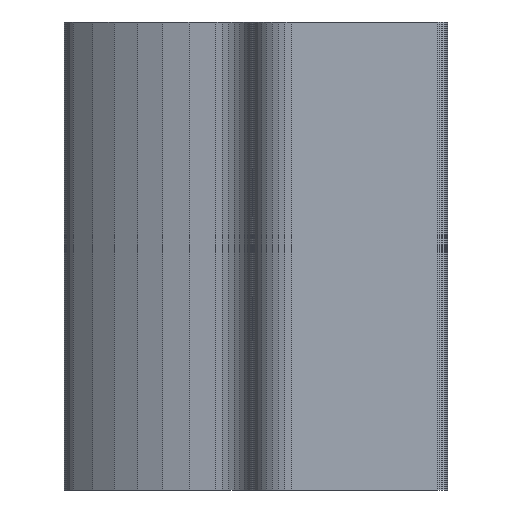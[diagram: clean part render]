
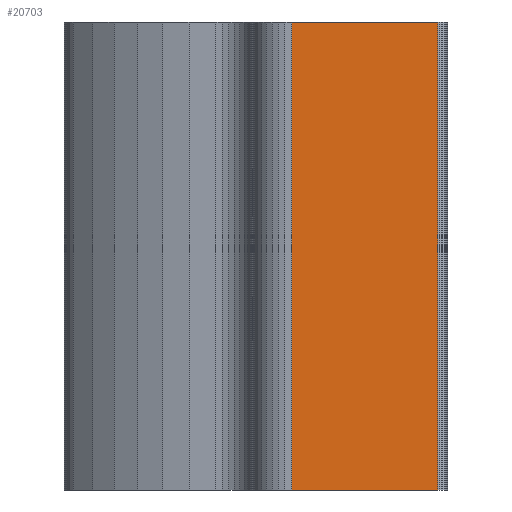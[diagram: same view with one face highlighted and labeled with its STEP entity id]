
A CAD part, left-side view. The second image highlights one B-rep face of the part: STEP entity #20703.
In plain terms, the highlighted planar face has unit normal (-1, 0, 0).
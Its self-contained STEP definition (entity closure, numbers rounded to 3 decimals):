
#178 = EDGE_CURVE ( 'NONE', #15163, #4765, #38789, .T. ) ;
#4765 = VERTEX_POINT ( 'NONE', #21061 ) ;
#5156 = DIRECTION ( 'NONE',  ( 0., 0., -1. ) ) ;
#5338 = ORIENTED_EDGE ( 'NONE', *, *, #178, .T. ) ;
#5453 = DIRECTION ( 'NONE',  ( 0., 1., 0. ) ) ;
#6004 = EDGE_CURVE ( 'NONE', #15163, #38175, #34245, .T. ) ;
#6070 = LINE ( 'NONE', #37029, #34767 ) ;
#10336 = CARTESIAN_POINT ( 'NONE',  ( 0., 0., 0. ) ) ;
#11015 = ORIENTED_EDGE ( 'NONE', *, *, #6004, .F. ) ;
#11925 = LINE ( 'NONE', #32588, #36313 ) ;
#11990 = EDGE_CURVE ( 'NONE', #35296, #4765, #6070, .T. ) ;
#15163 = VERTEX_POINT ( 'NONE', #38631 ) ;
#16748 = DIRECTION ( 'NONE',  ( 0., 0., -1. ) ) ;
#20703 = ADVANCED_FACE ( 'NONE', ( #32003 ), #28652, .F. ) ;
#21061 = CARTESIAN_POINT ( 'NONE',  ( 0., 8., 0. ) ) ;
#22226 = CARTESIAN_POINT ( 'NONE',  ( 0., 0.5, 24. ) ) ;
#23489 = CARTESIAN_POINT ( 'NONE',  ( 0., 0.5, 0. ) ) ;
#24996 = EDGE_CURVE ( 'NONE', #38175, #35296, #11925, .T. ) ;
#26110 = VECTOR ( 'NONE', #33186, 1000. ) ;
#26281 = CARTESIAN_POINT ( 'NONE',  ( 0., 8., 24. ) ) ;
#26821 = VECTOR ( 'NONE', #35777, 1000. ) ;
#28652 = PLANE ( 'NONE',  #38421 ) ;
#32003 = FACE_OUTER_BOUND ( 'NONE', #32932, .T. ) ;
#32588 = CARTESIAN_POINT ( 'NONE',  ( 0., 0.5, 24. ) ) ;
#32932 = EDGE_LOOP ( 'NONE', ( #38698, #11015, #5338, #36176 ) ) ;
#33186 = DIRECTION ( 'NONE',  ( 0., -1., 0. ) ) ;
#34245 = LINE ( 'NONE', #39190, #26110 ) ;
#34767 = VECTOR ( 'NONE', #5453, 1000. ) ;
#35081 = DIRECTION ( 'NONE',  ( 1., 0., 0. ) ) ;
#35296 = VERTEX_POINT ( 'NONE', #23489 ) ;
#35777 = DIRECTION ( 'NONE',  ( 0., 0., -1. ) ) ;
#36176 = ORIENTED_EDGE ( 'NONE', *, *, #11990, .F. ) ;
#36313 = VECTOR ( 'NONE', #5156, 1000. ) ;
#37029 = CARTESIAN_POINT ( 'NONE',  ( 0., 8., 0. ) ) ;
#38175 = VERTEX_POINT ( 'NONE', #22226 ) ;
#38421 = AXIS2_PLACEMENT_3D ( 'NONE', #10336, #35081, #16748 ) ;
#38631 = CARTESIAN_POINT ( 'NONE',  ( 0., 8., 24. ) ) ;
#38698 = ORIENTED_EDGE ( 'NONE', *, *, #24996, .F. ) ;
#38789 = LINE ( 'NONE', #26281, #26821 ) ;
#39190 = CARTESIAN_POINT ( 'NONE',  ( 0., 0.5, 24. ) ) ;
